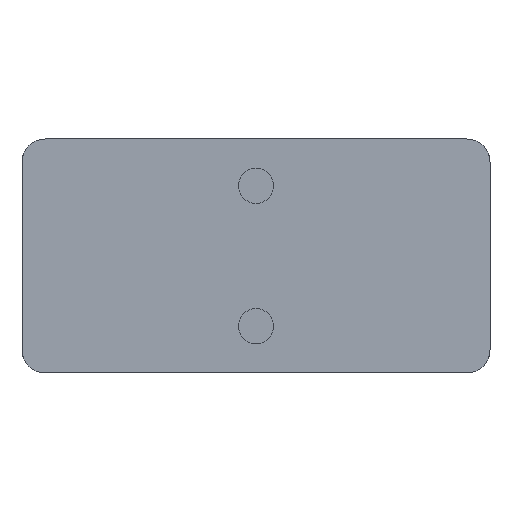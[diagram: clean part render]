
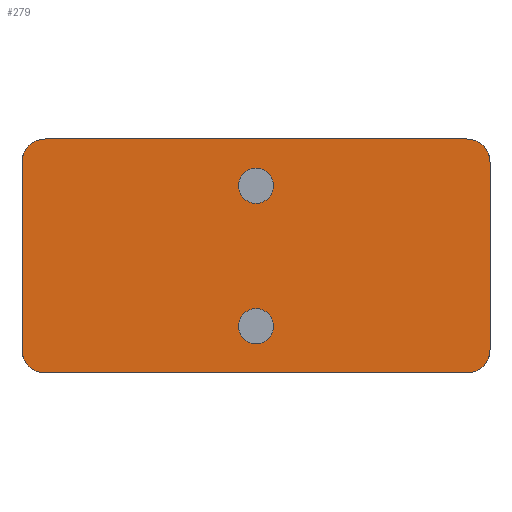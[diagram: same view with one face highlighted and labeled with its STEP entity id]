
A CAD part, front view. The second image highlights one B-rep face of the part: STEP entity #279.
In plain terms, the highlighted planar face has unit normal (0, -1, 0).
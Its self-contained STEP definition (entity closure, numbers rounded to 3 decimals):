
#11 = CIRCLE ( 'NONE', #1906, 2. ) ;
#68 = EDGE_CURVE ( 'NONE', #477, #682, #541, .T. ) ;
#83 = CARTESIAN_POINT ( 'NONE',  ( 21.5, 0., 4. ) ) ;
#100 = CARTESIAN_POINT ( 'NONE',  ( 40., 0., 20. ) ) ;
#105 = DIRECTION ( 'NONE',  ( -1., 0., 0. ) ) ;
#112 = EDGE_CURVE ( 'NONE', #2288, #1957, #2255, .T. ) ;
#172 = CARTESIAN_POINT ( 'NONE',  ( 18.5, 0., 4. ) ) ;
#258 = VERTEX_POINT ( 'NONE', #2109 ) ;
#279 = ADVANCED_FACE ( 'NONE', ( #962, #993, #2020 ), #1396, .F. ) ;
#281 = CARTESIAN_POINT ( 'NONE',  ( 20., 0., 4. ) ) ;
#320 = DIRECTION ( 'NONE',  ( 0., 1., 0. ) ) ;
#333 = DIRECTION ( 'NONE',  ( 0., -1., 0. ) ) ;
#344 = DIRECTION ( 'NONE',  ( -1., 0., 0. ) ) ;
#380 = CARTESIAN_POINT ( 'NONE',  ( 40., 0., 20. ) ) ;
#394 = CARTESIAN_POINT ( 'NONE',  ( 0., 0., 18. ) ) ;
#398 = CIRCLE ( 'NONE', #621, 1.5 ) ;
#464 = CARTESIAN_POINT ( 'NONE',  ( 2., 0., 20. ) ) ;
#477 = VERTEX_POINT ( 'NONE', #2570 ) ;
#517 = CARTESIAN_POINT ( 'NONE',  ( 0., 0., 2. ) ) ;
#521 = CARTESIAN_POINT ( 'NONE',  ( 40., 0., 0. ) ) ;
#529 = EDGE_CURVE ( 'NONE', #258, #2032, #1844, .T. ) ;
#541 = CIRCLE ( 'NONE', #2099, 2. ) ;
#567 = CARTESIAN_POINT ( 'NONE',  ( 40., 0., 2. ) ) ;
#596 = EDGE_CURVE ( 'NONE', #2554, #900, #2180, .T. ) ;
#621 = AXIS2_PLACEMENT_3D ( 'NONE', #2342, #1324, #645 ) ;
#645 = DIRECTION ( 'NONE',  ( -1., 0., 0. ) ) ;
#646 = AXIS2_PLACEMENT_3D ( 'NONE', #1353, #320, #1075 ) ;
#654 = EDGE_CURVE ( 'NONE', #1530, #2288, #1475, .T. ) ;
#671 = VECTOR ( 'NONE', #2090, 1000. ) ;
#674 = AXIS2_PLACEMENT_3D ( 'NONE', #2663, #2470, #1840 ) ;
#681 = DIRECTION ( 'NONE',  ( -1., 0., 0. ) ) ;
#682 = VERTEX_POINT ( 'NONE', #567 ) ;
#712 = DIRECTION ( 'NONE',  ( -1., 0., 0. ) ) ;
#726 = AXIS2_PLACEMENT_3D ( 'NONE', #2303, #1671, #2533 ) ;
#744 = VECTOR ( 'NONE', #1786, 1000. ) ;
#763 = CARTESIAN_POINT ( 'NONE',  ( 38., 0., 20. ) ) ;
#768 = AXIS2_PLACEMENT_3D ( 'NONE', #2014, #1585, #2447 ) ;
#900 = VERTEX_POINT ( 'NONE', #172 ) ;
#943 = CIRCLE ( 'NONE', #726, 2. ) ;
#962 = FACE_OUTER_BOUND ( 'NONE', #2443, .T. ) ;
#993 = FACE_BOUND ( 'NONE', #2576, .T. ) ;
#997 = ORIENTED_EDGE ( 'NONE', *, *, #68, .T. ) ;
#1012 = ORIENTED_EDGE ( 'NONE', *, *, #596, .F. ) ;
#1075 = DIRECTION ( 'NONE',  ( -1., 0., 0. ) ) ;
#1091 = CARTESIAN_POINT ( 'NONE',  ( 38., 0., 2. ) ) ;
#1112 = EDGE_CURVE ( 'NONE', #900, #2554, #2717, .T. ) ;
#1125 = DIRECTION ( 'NONE',  ( 0., -1., 0. ) ) ;
#1132 = DIRECTION ( 'NONE',  ( 0., -1., 0. ) ) ;
#1172 = CARTESIAN_POINT ( 'NONE',  ( 2., 0., 0. ) ) ;
#1174 = DIRECTION ( 'NONE',  ( 0., 0., -1. ) ) ;
#1324 = DIRECTION ( 'NONE',  ( 0., 1., 0. ) ) ;
#1353 = CARTESIAN_POINT ( 'NONE',  ( 20., 0., 16. ) ) ;
#1373 = ORIENTED_EDGE ( 'NONE', *, *, #1112, .F. ) ;
#1396 = PLANE ( 'NONE',  #674 ) ;
#1410 = DIRECTION ( 'NONE',  ( 1., 0., 0. ) ) ;
#1475 = CIRCLE ( 'NONE', #2320, 2. ) ;
#1478 = CARTESIAN_POINT ( 'NONE',  ( 21.5, 0., 16. ) ) ;
#1530 = VERTEX_POINT ( 'NONE', #464 ) ;
#1560 = VERTEX_POINT ( 'NONE', #763 ) ;
#1585 = DIRECTION ( 'NONE',  ( 0., -1., 0. ) ) ;
#1591 = LINE ( 'NONE', #100, #744 ) ;
#1615 = EDGE_CURVE ( 'NONE', #1530, #1560, #1591, .T. ) ;
#1664 = EDGE_CURVE ( 'NONE', #2632, #477, #2652, .T. ) ;
#1671 = DIRECTION ( 'NONE',  ( 0., -1., 0. ) ) ;
#1725 = DIRECTION ( 'NONE',  ( 0., -1., 0. ) ) ;
#1733 = EDGE_CURVE ( 'NONE', #2461, #1560, #943, .T. ) ;
#1772 = ORIENTED_EDGE ( 'NONE', *, *, #2265, .F. ) ;
#1786 = DIRECTION ( 'NONE',  ( 1., 0., 0. ) ) ;
#1807 = CARTESIAN_POINT ( 'NONE',  ( 0., 0., 20. ) ) ;
#1840 = DIRECTION ( 'NONE',  ( -1., 0., 0. ) ) ;
#1844 = CIRCLE ( 'NONE', #646, 1.5 ) ;
#1859 = ORIENTED_EDGE ( 'NONE', *, *, #1615, .F. ) ;
#1873 = AXIS2_PLACEMENT_3D ( 'NONE', #281, #1125, #712 ) ;
#1895 = LINE ( 'NONE', #380, #671 ) ;
#1906 = AXIS2_PLACEMENT_3D ( 'NONE', #2183, #1132, #105 ) ;
#1957 = VERTEX_POINT ( 'NONE', #517 ) ;
#1989 = ORIENTED_EDGE ( 'NONE', *, *, #654, .T. ) ;
#2014 = CARTESIAN_POINT ( 'NONE',  ( 20., 0., 4. ) ) ;
#2020 = FACE_BOUND ( 'NONE', #2050, .T. ) ;
#2027 = CARTESIAN_POINT ( 'NONE',  ( 2., 0., 18. ) ) ;
#2032 = VERTEX_POINT ( 'NONE', #1478 ) ;
#2049 = VECTOR ( 'NONE', #1410, 1000. ) ;
#2050 = EDGE_LOOP ( 'NONE', ( #1373, #1012 ) ) ;
#2090 = DIRECTION ( 'NONE',  ( 0., 0., -1. ) ) ;
#2099 = AXIS2_PLACEMENT_3D ( 'NONE', #1091, #1725, #681 ) ;
#2109 = CARTESIAN_POINT ( 'NONE',  ( 18.5, 0., 16. ) ) ;
#2117 = CARTESIAN_POINT ( 'NONE',  ( 40., 0., 18. ) ) ;
#2180 = CIRCLE ( 'NONE', #768, 1.5 ) ;
#2183 = CARTESIAN_POINT ( 'NONE',  ( 2., 0., 2. ) ) ;
#2217 = ORIENTED_EDGE ( 'NONE', *, *, #1733, .T. ) ;
#2255 = LINE ( 'NONE', #1807, #2323 ) ;
#2265 = EDGE_CURVE ( 'NONE', #2461, #682, #1895, .T. ) ;
#2288 = VERTEX_POINT ( 'NONE', #394 ) ;
#2303 = CARTESIAN_POINT ( 'NONE',  ( 38., 0., 18. ) ) ;
#2320 = AXIS2_PLACEMENT_3D ( 'NONE', #2027, #333, #344 ) ;
#2323 = VECTOR ( 'NONE', #1174, 1000. ) ;
#2342 = CARTESIAN_POINT ( 'NONE',  ( 20., 0., 16. ) ) ;
#2443 = EDGE_LOOP ( 'NONE', ( #2506, #997, #1772, #2217, #1859, #1989, #2624, #2602 ) ) ;
#2447 = DIRECTION ( 'NONE',  ( -1., 0., 0. ) ) ;
#2453 = EDGE_CURVE ( 'NONE', #2032, #258, #398, .T. ) ;
#2461 = VERTEX_POINT ( 'NONE', #2117 ) ;
#2470 = DIRECTION ( 'NONE',  ( 0., 1., 0. ) ) ;
#2506 = ORIENTED_EDGE ( 'NONE', *, *, #1664, .T. ) ;
#2533 = DIRECTION ( 'NONE',  ( -1., 0., 0. ) ) ;
#2534 = ORIENTED_EDGE ( 'NONE', *, *, #2453, .T. ) ;
#2554 = VERTEX_POINT ( 'NONE', #83 ) ;
#2570 = CARTESIAN_POINT ( 'NONE',  ( 38., 0., 0. ) ) ;
#2576 = EDGE_LOOP ( 'NONE', ( #2641, #2534 ) ) ;
#2602 = ORIENTED_EDGE ( 'NONE', *, *, #2644, .T. ) ;
#2624 = ORIENTED_EDGE ( 'NONE', *, *, #112, .T. ) ;
#2632 = VERTEX_POINT ( 'NONE', #1172 ) ;
#2641 = ORIENTED_EDGE ( 'NONE', *, *, #529, .T. ) ;
#2644 = EDGE_CURVE ( 'NONE', #1957, #2632, #11, .T. ) ;
#2652 = LINE ( 'NONE', #521, #2049 ) ;
#2663 = CARTESIAN_POINT ( 'NONE',  ( 40., 0., 20. ) ) ;
#2717 = CIRCLE ( 'NONE', #1873, 1.5 ) ;
